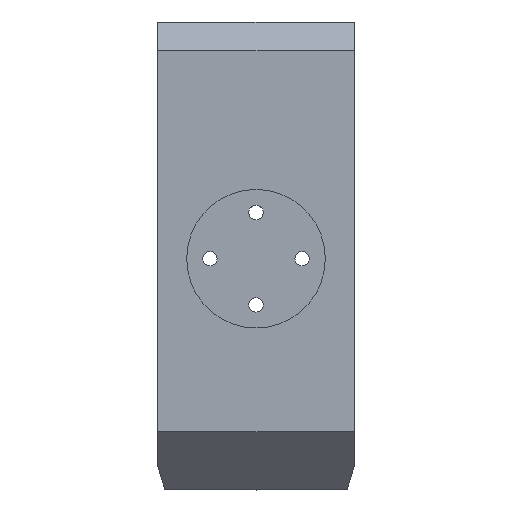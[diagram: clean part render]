
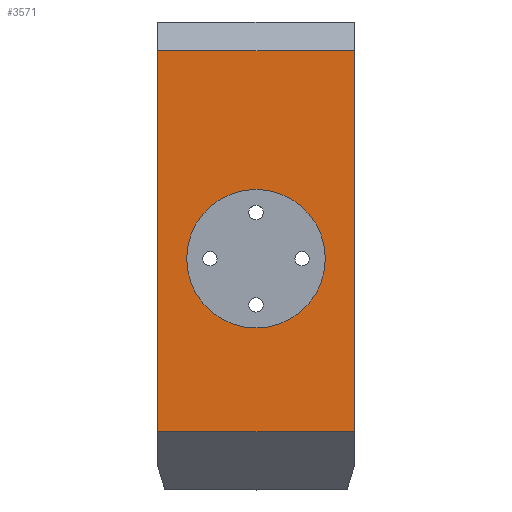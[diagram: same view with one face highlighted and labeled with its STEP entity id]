
A CAD part, top view. The second image highlights one B-rep face of the part: STEP entity #3571.
In plain terms, the highlighted planar face has unit normal (0, 0, 1).
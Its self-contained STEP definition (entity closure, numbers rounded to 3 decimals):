
#938 = PLANE('',#939);
#939 = AXIS2_PLACEMENT_3D('',#940,#941,#942);
#940 = CARTESIAN_POINT('',(17.,-52.,118.));
#941 = DIRECTION('',(0.,-0.707,0.707)
  );
#942 = DIRECTION('',(1.,0.,0.));
#1189 = PLANE('',#1190);
#1190 = AXIS2_PLACEMENT_3D('',#1191,#1192,#1193);
#1191 = CARTESIAN_POINT('',(-17.,-57.,121.));
#1192 = DIRECTION('',(-1.,-0.,-0.));
#1193 = DIRECTION('',(0.,0.,-1.));
#1251 = VERTEX_POINT('',#1252);
#1252 = CARTESIAN_POINT('',(-17.,-47.,123.));
#1273 = EDGE_CURVE('',#1274,#1251,#1276,.T.);
#1274 = VERTEX_POINT('',#1275);
#1275 = CARTESIAN_POINT('',(17.,-47.,123.));
#1276 = SURFACE_CURVE('',#1277,(#1281,#1288),.PCURVE_S1.);
#1277 = LINE('',#1278,#1279);
#1278 = CARTESIAN_POINT('',(17.,-47.,123.));
#1279 = VECTOR('',#1280,1.);
#1280 = DIRECTION('',(-1.,-0.,-0.));
#1281 = PCURVE('',#938,#1282);
#1282 = DEFINITIONAL_REPRESENTATION('',(#1283),#1287);
#1283 = LINE('',#1284,#1285);
#1284 = CARTESIAN_POINT('',(-0.,7.071));
#1285 = VECTOR('',#1286,1.);
#1286 = DIRECTION('',(-1.,0.));
#1287 = ( GEOMETRIC_REPRESENTATION_CONTEXT(2) 
PARAMETRIC_REPRESENTATION_CONTEXT() REPRESENTATION_CONTEXT('2D SPACE',''
  ) );
#1288 = PCURVE('',#1289,#1294);
#1289 = PLANE('',#1290);
#1290 = AXIS2_PLACEMENT_3D('',#1291,#1292,#1293);
#1291 = CARTESIAN_POINT('',(0.,-16.5,123.));
#1292 = DIRECTION('',(0.,0.,-1.));
#1293 = DIRECTION('',(0.,1.,0.));
#1294 = DEFINITIONAL_REPRESENTATION('',(#1295),#1299);
#1295 = LINE('',#1296,#1297);
#1296 = CARTESIAN_POINT('',(-30.5,17.));
#1297 = VECTOR('',#1298,1.);
#1298 = DIRECTION('',(-0.,-1.));
#1299 = ( GEOMETRIC_REPRESENTATION_CONTEXT(2) 
PARAMETRIC_REPRESENTATION_CONTEXT() REPRESENTATION_CONTEXT('2D SPACE',''
  ) );
#1315 = PLANE('',#1316);
#1316 = AXIS2_PLACEMENT_3D('',#1317,#1318,#1319);
#1317 = CARTESIAN_POINT('',(17.,-57.,121.));
#1318 = DIRECTION('',(-1.,-0.,-0.));
#1319 = DIRECTION('',(0.,0.,-1.));
#3231 = VERTEX_POINT('',#3232);
#3232 = CARTESIAN_POINT('',(-17.,19.,123.));
#3246 = PLANE('',#3247);
#3247 = AXIS2_PLACEMENT_3D('',#3248,#3249,#3250);
#3248 = CARTESIAN_POINT('',(17.,21.5,120.5));
#3249 = DIRECTION('',(0.,-0.707,
    -0.707));
#3250 = DIRECTION('',(-1.,0.,0.));
#3258 = EDGE_CURVE('',#1251,#3231,#3259,.T.);
#3259 = SURFACE_CURVE('',#3260,(#3264,#3271),.PCURVE_S1.);
#3260 = LINE('',#3261,#3262);
#3261 = CARTESIAN_POINT('',(-17.,-57.,123.));
#3262 = VECTOR('',#3263,1.);
#3263 = DIRECTION('',(0.,1.,0.));
#3264 = PCURVE('',#1189,#3265);
#3265 = DEFINITIONAL_REPRESENTATION('',(#3266),#3270);
#3266 = LINE('',#3267,#3268);
#3267 = CARTESIAN_POINT('',(-2.,0.));
#3268 = VECTOR('',#3269,1.);
#3269 = DIRECTION('',(-0.,-1.));
#3270 = ( GEOMETRIC_REPRESENTATION_CONTEXT(2) 
PARAMETRIC_REPRESENTATION_CONTEXT() REPRESENTATION_CONTEXT('2D SPACE',''
  ) );
#3271 = PCURVE('',#1289,#3272);
#3272 = DEFINITIONAL_REPRESENTATION('',(#3273),#3277);
#3273 = LINE('',#3274,#3275);
#3274 = CARTESIAN_POINT('',(-40.5,-17.));
#3275 = VECTOR('',#3276,1.);
#3276 = DIRECTION('',(1.,0.));
#3277 = ( GEOMETRIC_REPRESENTATION_CONTEXT(2) 
PARAMETRIC_REPRESENTATION_CONTEXT() REPRESENTATION_CONTEXT('2D SPACE',''
  ) );
#3378 = EDGE_CURVE('',#1274,#3379,#3381,.T.);
#3379 = VERTEX_POINT('',#3380);
#3380 = CARTESIAN_POINT('',(17.,19.,123.));
#3381 = SURFACE_CURVE('',#3382,(#3386,#3393),.PCURVE_S1.);
#3382 = LINE('',#3383,#3384);
#3383 = CARTESIAN_POINT('',(17.,2.,123.));
#3384 = VECTOR('',#3385,1.);
#3385 = DIRECTION('',(0.,1.,0.));
#3386 = PCURVE('',#1315,#3387);
#3387 = DEFINITIONAL_REPRESENTATION('',(#3388),#3392);
#3388 = LINE('',#3389,#3390);
#3389 = CARTESIAN_POINT('',(-2.,-59.));
#3390 = VECTOR('',#3391,1.);
#3391 = DIRECTION('',(-0.,-1.));
#3392 = ( GEOMETRIC_REPRESENTATION_CONTEXT(2) 
PARAMETRIC_REPRESENTATION_CONTEXT() REPRESENTATION_CONTEXT('2D SPACE',''
  ) );
#3393 = PCURVE('',#1289,#3394);
#3394 = DEFINITIONAL_REPRESENTATION('',(#3395),#3399);
#3395 = LINE('',#3396,#3397);
#3396 = CARTESIAN_POINT('',(18.5,17.));
#3397 = VECTOR('',#3398,1.);
#3398 = DIRECTION('',(1.,0.));
#3399 = ( GEOMETRIC_REPRESENTATION_CONTEXT(2) 
PARAMETRIC_REPRESENTATION_CONTEXT() REPRESENTATION_CONTEXT('2D SPACE',''
  ) );
#3571 = ADVANCED_FACE('',(#3572,#3598),#1289,.F.);
#3572 = FACE_BOUND('',#3573,.T.);
#3573 = EDGE_LOOP('',(#3574,#3575,#3576,#3577));
#3574 = ORIENTED_EDGE('',*,*,#3258,.F.);
#3575 = ORIENTED_EDGE('',*,*,#1273,.F.);
#3576 = ORIENTED_EDGE('',*,*,#3378,.T.);
#3577 = ORIENTED_EDGE('',*,*,#3578,.T.);
#3578 = EDGE_CURVE('',#3379,#3231,#3579,.T.);
#3579 = SURFACE_CURVE('',#3580,(#3584,#3591),.PCURVE_S1.);
#3580 = LINE('',#3581,#3582);
#3581 = CARTESIAN_POINT('',(17.,19.,123.));
#3582 = VECTOR('',#3583,1.);
#3583 = DIRECTION('',(-1.,-0.,-0.));
#3584 = PCURVE('',#1289,#3585);
#3585 = DEFINITIONAL_REPRESENTATION('',(#3586),#3590);
#3586 = LINE('',#3587,#3588);
#3587 = CARTESIAN_POINT('',(35.5,17.));
#3588 = VECTOR('',#3589,1.);
#3589 = DIRECTION('',(-0.,-1.));
#3590 = ( GEOMETRIC_REPRESENTATION_CONTEXT(2) 
PARAMETRIC_REPRESENTATION_CONTEXT() REPRESENTATION_CONTEXT('2D SPACE',''
  ) );
#3591 = PCURVE('',#3246,#3592);
#3592 = DEFINITIONAL_REPRESENTATION('',(#3593),#3597);
#3593 = LINE('',#3594,#3595);
#3594 = CARTESIAN_POINT('',(0.,-3.536));
#3595 = VECTOR('',#3596,1.);
#3596 = DIRECTION('',(1.,0.));
#3597 = ( GEOMETRIC_REPRESENTATION_CONTEXT(2) 
PARAMETRIC_REPRESENTATION_CONTEXT() REPRESENTATION_CONTEXT('2D SPACE',''
  ) );
#3598 = FACE_BOUND('',#3599,.T.);
#3599 = EDGE_LOOP('',(#3600));
#3600 = ORIENTED_EDGE('',*,*,#3601,.F.);
#3601 = EDGE_CURVE('',#3602,#3602,#3604,.T.);
#3602 = VERTEX_POINT('',#3603);
#3603 = CARTESIAN_POINT('',(12.,-17.,123.));
#3604 = SURFACE_CURVE('',#3605,(#3610,#3621),.PCURVE_S1.);
#3605 = CIRCLE('',#3606,12.);
#3606 = AXIS2_PLACEMENT_3D('',#3607,#3608,#3609);
#3607 = CARTESIAN_POINT('',(0.,-17.,123.));
#3608 = DIRECTION('',(0.,-0.,1.));
#3609 = DIRECTION('',(1.,0.,0.));
#3610 = PCURVE('',#1289,#3611);
#3611 = DEFINITIONAL_REPRESENTATION('',(#3612),#3620);
#3612 = ( BOUNDED_CURVE() B_SPLINE_CURVE(2,(#3613,#3614,#3615,#3616,
#3617,#3618,#3619),.UNSPECIFIED.,.F.,.F.) B_SPLINE_CURVE_WITH_KNOTS((1,2
    ,2,2,2,1),(-2.094,0.,2.094,4.189,
6.283,8.378),.UNSPECIFIED.) CURVE() 
GEOMETRIC_REPRESENTATION_ITEM() RATIONAL_B_SPLINE_CURVE((1.,0.5,1.,0.5,
1.,0.5,1.)) REPRESENTATION_ITEM('') );
#3613 = CARTESIAN_POINT('',(-0.5,12.));
#3614 = CARTESIAN_POINT('',(20.285,12.));
#3615 = CARTESIAN_POINT('',(9.892,-6.));
#3616 = CARTESIAN_POINT('',(-0.5,-24.));
#3617 = CARTESIAN_POINT('',(-10.892,-6.));
#3618 = CARTESIAN_POINT('',(-21.285,12.));
#3619 = CARTESIAN_POINT('',(-0.5,12.));
#3620 = ( GEOMETRIC_REPRESENTATION_CONTEXT(2) 
PARAMETRIC_REPRESENTATION_CONTEXT() REPRESENTATION_CONTEXT('2D SPACE',''
  ) );
#3621 = PCURVE('',#3622,#3627);
#3622 = CYLINDRICAL_SURFACE('',#3623,12.);
#3623 = AXIS2_PLACEMENT_3D('',#3624,#3625,#3626);
#3624 = CARTESIAN_POINT('',(0.,-17.,170.));
#3625 = DIRECTION('',(0.,0.,-1.));
#3626 = DIRECTION('',(1.,0.,0.));
#3627 = DEFINITIONAL_REPRESENTATION('',(#3628),#3632);
#3628 = LINE('',#3629,#3630);
#3629 = CARTESIAN_POINT('',(-0.,47.));
#3630 = VECTOR('',#3631,1.);
#3631 = DIRECTION('',(-1.,0.));
#3632 = ( GEOMETRIC_REPRESENTATION_CONTEXT(2) 
PARAMETRIC_REPRESENTATION_CONTEXT() REPRESENTATION_CONTEXT('2D SPACE',''
  ) );
